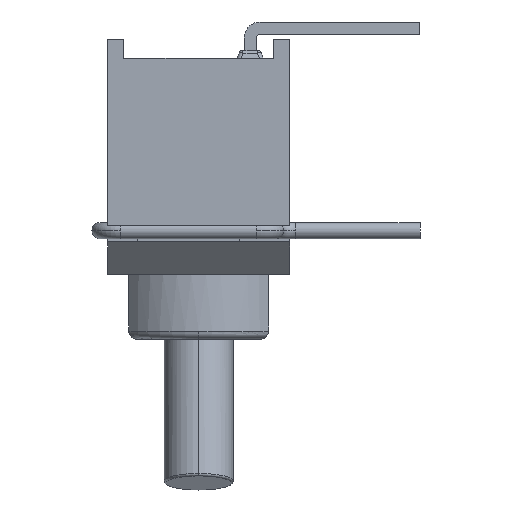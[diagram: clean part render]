
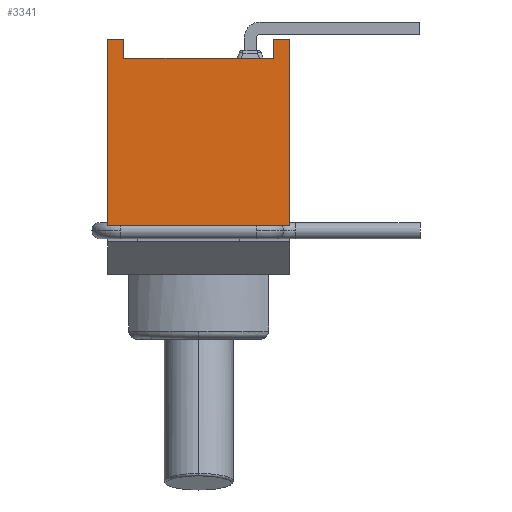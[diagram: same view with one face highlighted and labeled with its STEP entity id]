
A CAD part, left-side view. The second image highlights one B-rep face of the part: STEP entity #3341.
In plain terms, the highlighted face is planar.
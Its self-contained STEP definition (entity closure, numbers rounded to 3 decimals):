
#109 = LINE ( 'NONE', #4762, #3129 ) ;
#305 = DIRECTION ( 'NONE',  ( 0., 1., 0. ) ) ;
#337 = CARTESIAN_POINT ( 'NONE',  ( -1.85, 0.47, -3.5 ) ) ;
#348 = DIRECTION ( 'NONE',  ( 0., -1., 0. ) ) ;
#418 = DIRECTION ( 'NONE',  ( 0., -1., 0. ) ) ;
#439 = VECTOR ( 'NONE', #3108, 1000. ) ;
#450 = EDGE_CURVE ( 'NONE', #2466, #1656, #109, .T. ) ;
#549 = CARTESIAN_POINT ( 'NONE',  ( -2.25, 0., -3.5 ) ) ;
#674 = VERTEX_POINT ( 'NONE', #4260 ) ;
#687 = VECTOR ( 'NONE', #418, 1000. ) ;
#814 = CARTESIAN_POINT ( 'NONE',  ( 1.85, 0., -3.5 ) ) ;
#852 = DIRECTION ( 'NONE',  ( 1., 0., 0. ) ) ;
#873 = VERTEX_POINT ( 'NONE', #4261 ) ;
#890 = VERTEX_POINT ( 'NONE', #337 ) ;
#907 = LINE ( 'NONE', #5040, #439 ) ;
#1003 = LINE ( 'NONE', #3670, #2539 ) ;
#1060 = ORIENTED_EDGE ( 'NONE', *, *, #4921, .T. ) ;
#1093 = CARTESIAN_POINT ( 'NONE',  ( 1.85, 0.47, -3.5 ) ) ;
#1179 = AXIS2_PLACEMENT_3D ( 'NONE', #3727, #4140, #3289 ) ;
#1189 = ORIENTED_EDGE ( 'NONE', *, *, #1280, .T. ) ;
#1192 = CARTESIAN_POINT ( 'NONE',  ( 2.25, 4.6, -3.5 ) ) ;
#1280 = EDGE_CURVE ( 'NONE', #890, #873, #4690, .T. ) ;
#1389 = ORIENTED_EDGE ( 'NONE', *, *, #3309, .T. ) ;
#1422 = VERTEX_POINT ( 'NONE', #2004 ) ;
#1514 = LINE ( 'NONE', #814, #1813 ) ;
#1656 = VERTEX_POINT ( 'NONE', #4191 ) ;
#1765 = FACE_OUTER_BOUND ( 'NONE', #5087, .T. ) ;
#1813 = VECTOR ( 'NONE', #5052, 1000. ) ;
#2004 = CARTESIAN_POINT ( 'NONE',  ( 1.85, 0., -3.5 ) ) ;
#2029 = ORIENTED_EDGE ( 'NONE', *, *, #450, .T. ) ;
#2123 = EDGE_CURVE ( 'NONE', #1422, #674, #1514, .T. ) ;
#2170 = VECTOR ( 'NONE', #348, 1000. ) ;
#2365 = CARTESIAN_POINT ( 'NONE',  ( -2.25, 4.6, -3.5 ) ) ;
#2466 = VERTEX_POINT ( 'NONE', #2365 ) ;
#2539 = VECTOR ( 'NONE', #2589, 1000. ) ;
#2589 = DIRECTION ( 'NONE',  ( -1., 0., 0. ) ) ;
#2726 = ORIENTED_EDGE ( 'NONE', *, *, #3748, .T. ) ;
#2753 = EDGE_CURVE ( 'NONE', #4880, #873, #4510, .T. ) ;
#2961 = DIRECTION ( 'NONE',  ( 1., 0., 0. ) ) ;
#3096 = VECTOR ( 'NONE', #2961, 1000. ) ;
#3108 = DIRECTION ( 'NONE',  ( 0., 1., 0. ) ) ;
#3124 = VERTEX_POINT ( 'NONE', #1093 ) ;
#3129 = VECTOR ( 'NONE', #852, 1000. ) ;
#3289 = DIRECTION ( 'NONE',  ( 0., -1., 0. ) ) ;
#3304 = ORIENTED_EDGE ( 'NONE', *, *, #3430, .T. ) ;
#3309 = EDGE_CURVE ( 'NONE', #1656, #674, #4044, .T. ) ;
#3341 = ADVANCED_FACE ( 'NONE', ( #1765 ), #4116, .T. ) ;
#3430 = EDGE_CURVE ( 'NONE', #4880, #2466, #907, .T. ) ;
#3452 = VECTOR ( 'NONE', #305, 1000. ) ;
#3469 = ORIENTED_EDGE ( 'NONE', *, *, #2123, .F. ) ;
#3670 = CARTESIAN_POINT ( 'NONE',  ( 1.85, 0.47, -3.5 ) ) ;
#3727 = CARTESIAN_POINT ( 'NONE',  ( 2.475, -0.23, -3.5 ) ) ;
#3748 = EDGE_CURVE ( 'NONE', #3124, #890, #1003, .T. ) ;
#4041 = ORIENTED_EDGE ( 'NONE', *, *, #2753, .F. ) ;
#4044 = LINE ( 'NONE', #1192, #687 ) ;
#4116 = PLANE ( 'NONE',  #1179 ) ;
#4140 = DIRECTION ( 'NONE',  ( 0., 0., -1. ) ) ;
#4191 = CARTESIAN_POINT ( 'NONE',  ( 2.25, 4.6, -3.5 ) ) ;
#4258 = CARTESIAN_POINT ( 'NONE',  ( 1.85, 0., -3.5 ) ) ;
#4260 = CARTESIAN_POINT ( 'NONE',  ( 2.25, 0., -3.5 ) ) ;
#4261 = CARTESIAN_POINT ( 'NONE',  ( -1.85, 0., -3.5 ) ) ;
#4377 = LINE ( 'NONE', #4258, #3452 ) ;
#4498 = CARTESIAN_POINT ( 'NONE',  ( -2.25, 0., -3.5 ) ) ;
#4510 = LINE ( 'NONE', #549, #3096 ) ;
#4690 = LINE ( 'NONE', #5069, #2170 ) ;
#4762 = CARTESIAN_POINT ( 'NONE',  ( -2.25, 4.6, -3.5 ) ) ;
#4880 = VERTEX_POINT ( 'NONE', #4498 ) ;
#4921 = EDGE_CURVE ( 'NONE', #1422, #3124, #4377, .T. ) ;
#5040 = CARTESIAN_POINT ( 'NONE',  ( -2.25, 0., -3.5 ) ) ;
#5052 = DIRECTION ( 'NONE',  ( 1., 0., 0. ) ) ;
#5069 = CARTESIAN_POINT ( 'NONE',  ( -1.85, 0.47, -3.5 ) ) ;
#5087 = EDGE_LOOP ( 'NONE', ( #1189, #4041, #3304, #2029, #1389, #3469, #1060, #2726 ) ) ;
